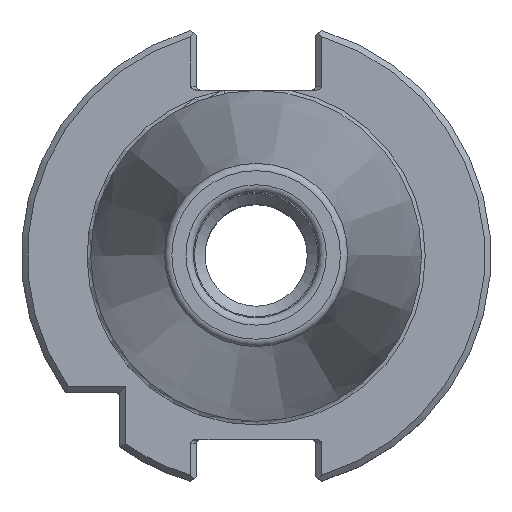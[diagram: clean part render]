
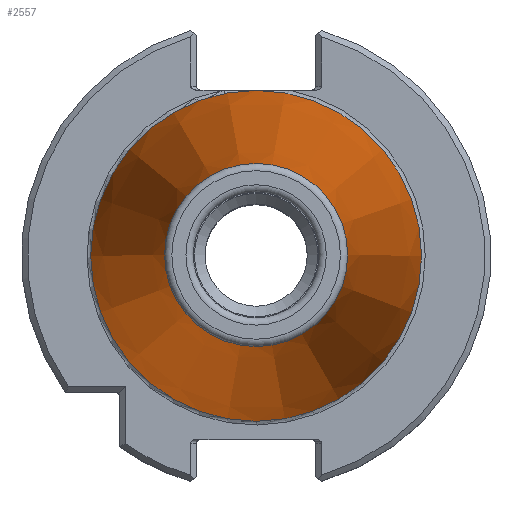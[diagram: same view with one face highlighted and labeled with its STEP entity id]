
A CAD part, top view. The second image highlights one B-rep face of the part: STEP entity #2557.
In plain terms, the highlighted conical face has half-angle 8.297 degrees and reference radius 22.395 mm.
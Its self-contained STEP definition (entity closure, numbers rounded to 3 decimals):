
#39=CONICAL_SURFACE('',#2741,22.395,0.145);
#832=ORIENTED_EDGE('',*,*,#1112,.F.);
#833=ORIENTED_EDGE('',*,*,#1036,.T.);
#1036=EDGE_CURVE('',#1257,#1257,#1334,.T.);
#1112=EDGE_CURVE('',#1288,#1288,#1359,.T.);
#1257=VERTEX_POINT('',#3719);
#1288=VERTEX_POINT('',#3929);
#1334=CIRCLE('',#2651,22.395);
#1359=CIRCLE('',#2742,12.397);
#1478=EDGE_LOOP('',(#832));
#1479=EDGE_LOOP('',(#833));
#1621=FACE_BOUND('',#1478,.T.);
#1622=FACE_BOUND('',#1479,.T.);
#2557=ADVANCED_FACE('',(#1621,#1622),#39,.T.);
#2651=AXIS2_PLACEMENT_3D('',#3718,#2998,#2999);
#2741=AXIS2_PLACEMENT_3D('',#3927,#3204,#3205);
#2742=AXIS2_PLACEMENT_3D('',#3928,#3206,#3207);
#2998=DIRECTION('',(0.,0.,1.));
#2999=DIRECTION('',(1.,0.,0.));
#3204=DIRECTION('',(0.,0.,-1.));
#3205=DIRECTION('',(-1.,0.,0.));
#3206=DIRECTION('',(0.,0.,1.));
#3207=DIRECTION('',(1.,0.,0.));
#3718=CARTESIAN_POINT('',(0.,0.,-1.163));
#3719=CARTESIAN_POINT('',(22.395,0.,-1.163));
#3927=CARTESIAN_POINT('',(0.,0.,-1.163));
#3928=CARTESIAN_POINT('',(0.,0.,67.394));
#3929=CARTESIAN_POINT('',(12.397,0.,67.394));
